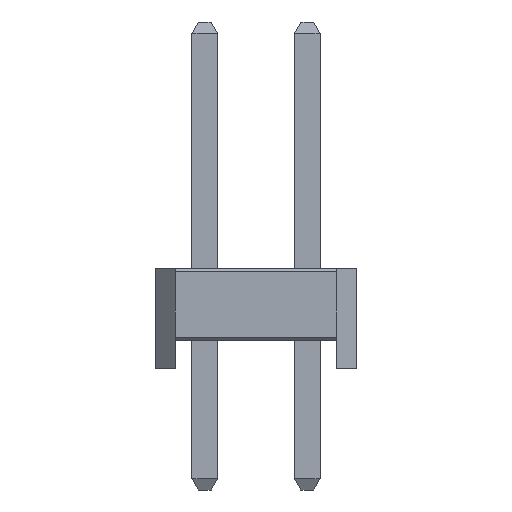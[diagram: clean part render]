
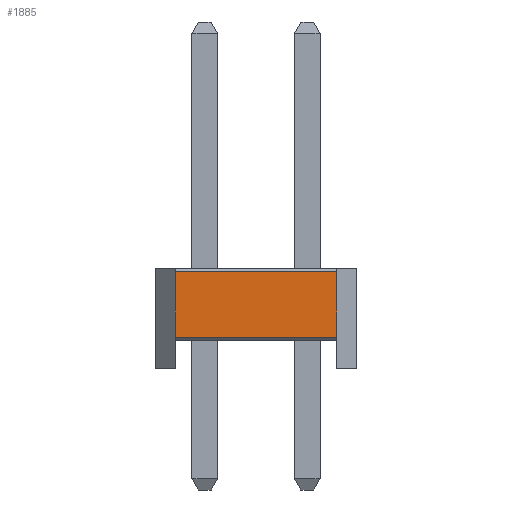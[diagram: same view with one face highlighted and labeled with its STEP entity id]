
A CAD part, left-side view. The second image highlights one B-rep face of the part: STEP entity #1885.
In plain terms, the highlighted planar face has unit normal (-1, 0, 0).
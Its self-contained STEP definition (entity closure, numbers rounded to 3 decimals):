
#1885=ADVANCED_FACE('',(#3049),#3051,.T.);
#3049=FACE_BOUND('',#3050,.T.);
#3050=EDGE_LOOP('',(#3834,#3835,#3836,#3837));
#3051=PLANE('',#3052);
#3052=AXIS2_PLACEMENT_3D('',#3053,#3054,#3055);
#3053=CARTESIAN_POINT('',(-1.27,3.27,0.));
#3054=DIRECTION('',(-1.,0.,0.));
#3055=DIRECTION('',(0.,-1.,0.));
#3834=ORIENTED_EDGE('',*,*,#4218,.T.);
#3835=ORIENTED_EDGE('',*,*,#4235,.T.);
#3836=ORIENTED_EDGE('',*,*,#4231,.T.);
#3837=ORIENTED_EDGE('',*,*,#4234,.F.);
#4218=EDGE_CURVE('',#4774,#4776,#4778,.F.);
#4231=EDGE_CURVE('',#4796,#4794,#4797,.F.);
#4234=EDGE_CURVE('',#4774,#4794,#4800,.T.);
#4235=EDGE_CURVE('',#4776,#4796,#4801,.T.);
#4774=VERTEX_POINT('',#6000);
#4776=VERTEX_POINT('',#6004);
#4778=LINE('',#6008,#6009);
#4794=VERTEX_POINT('',#6048);
#4796=VERTEX_POINT('',#6052);
#4797=LINE('',#6053,#6054);
#4800=LINE('',#6062,#6063);
#4801=LINE('',#6065,#6066);
#6000=CARTESIAN_POINT('',(-1.27,3.27,0.785));
#6004=CARTESIAN_POINT('',(-1.27,-0.73,0.785));
#6008=CARTESIAN_POINT('',(-1.27,-0.73,0.785));
#6009=VECTOR('',#6010,1.);
#6010=DIRECTION('',(0.,1.,0.));
#6048=CARTESIAN_POINT('',(-1.27,3.27,2.415));
#6052=CARTESIAN_POINT('',(-1.27,-0.73,2.415));
#6053=CARTESIAN_POINT('',(-1.27,3.27,2.415));
#6054=VECTOR('',#6055,1.);
#6055=DIRECTION('',(0.,-1.,0.));
#6062=CARTESIAN_POINT('',(-1.27,3.27,0.785));
#6063=VECTOR('',#6064,1.);
#6064=DIRECTION('',(0.,0.,1.));
#6065=CARTESIAN_POINT('',(-1.27,-0.73,0.785));
#6066=VECTOR('',#6067,1.);
#6067=DIRECTION('',(0.,0.,1.));
